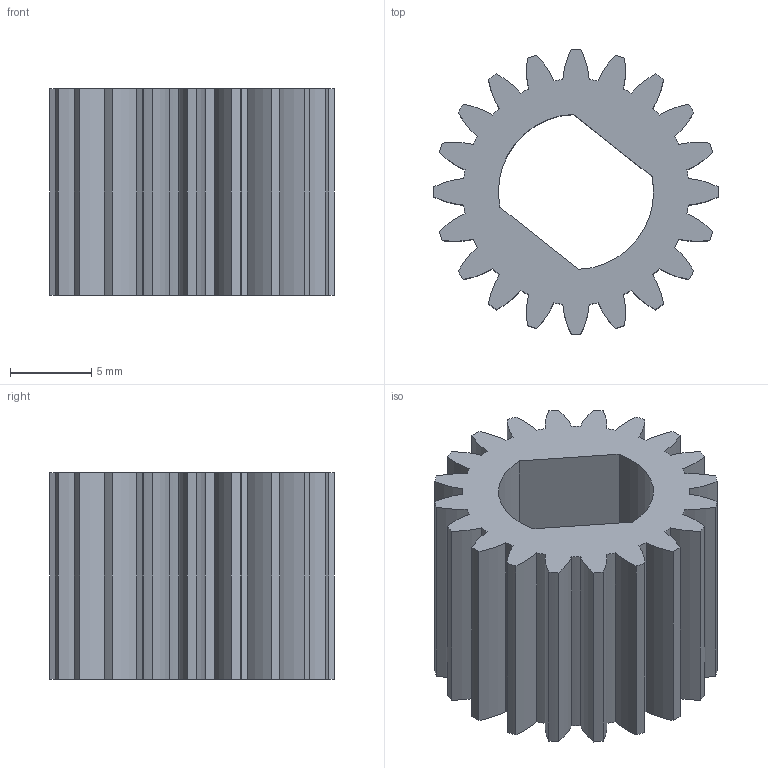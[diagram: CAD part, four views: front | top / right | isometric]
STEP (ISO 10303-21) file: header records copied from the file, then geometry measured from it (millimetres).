
FILE_DESCRIPTION((''),'2;1');
FILE_NAME('globepinion.stp','2001-12-29T17:03:13',('Administrator'),(''),'Autodesk Inventor (tm) 3.0','Autodesk Inventor (tm) 3.0','');
FILE_SCHEMA(('CONFIG_CONTROL_DESIGN'));
Length unit declared in the file: inch
Products named in the file (1): globepinion
Bounding box: 17.46 x 17.46 x 12.7 mm (x, y, z)
Volume: 1705.3 mm3; surface area: 1898.3 mm2
Topology: 1 solids, 1 shells, 86 faces, 252 edges, 168 vertices
Faces by surface type: cylinder 82, plane 4
Entity records: 3061 total; most frequent: DIRECTION 590, CARTESIAN_POINT 507, ORIENTED_EDGE 504, EDGE_CURVE 252, AXIS2_PLACEMENT_3D 251, VERTEX_POINT 168, CIRCLE 164, VECTOR 88
